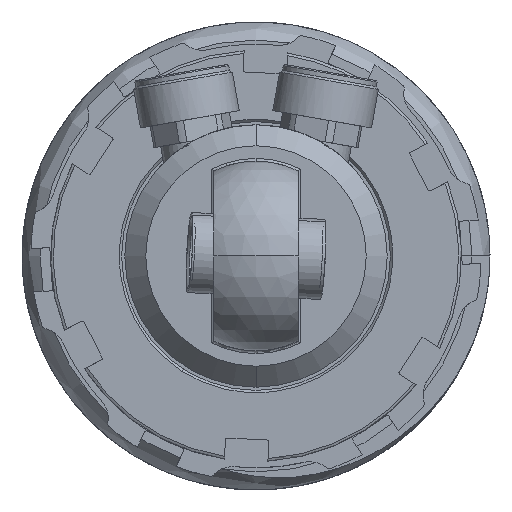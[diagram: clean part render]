
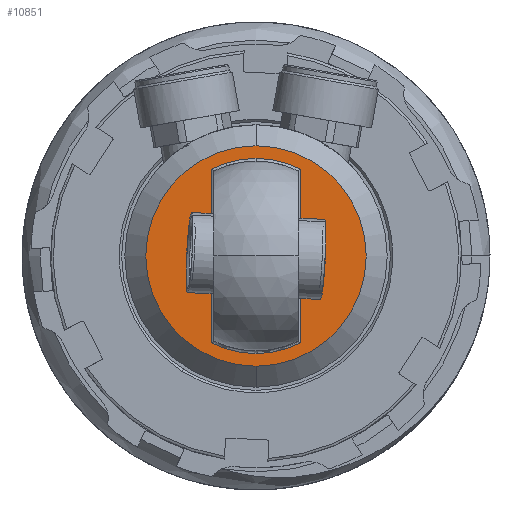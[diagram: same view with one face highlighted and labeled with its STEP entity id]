
A CAD part, front view. The second image highlights one B-rep face of the part: STEP entity #10851.
In plain terms, the highlighted planar face has unit normal (0, -1, 0).
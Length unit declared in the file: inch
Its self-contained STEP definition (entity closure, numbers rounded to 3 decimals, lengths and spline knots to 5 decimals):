
#205 = VERTEX_POINT ( 'NONE', #6224 ) ;
#829 = DIRECTION ( 'NONE',  ( 0., 0., 1. ) ) ;
#912 = VECTOR ( 'NONE', #8047, 39.37008 ) ;
#987 = CARTESIAN_POINT ( 'NONE',  ( 0., -10.09, 0. ) ) ;
#1136 = FACE_OUTER_BOUND ( 'NONE', #16669, .T. ) ;
#1446 = EDGE_CURVE ( 'NONE', #205, #17519, #16173, .T. ) ;
#2540 = CIRCLE ( 'NONE', #18085, 0.73 ) ;
#2707 = CARTESIAN_POINT ( 'NONE',  ( 0., -10.09, 0. ) ) ;
#3247 = ORIENTED_EDGE ( 'NONE', *, *, #18357, .T. ) ;
#3608 = ORIENTED_EDGE ( 'NONE', *, *, #1446, .T. ) ;
#3647 = EDGE_CURVE ( 'NONE', #18840, #11332, #17217, .T. ) ;
#4161 = CIRCLE ( 'NONE', #10701, 0.73 ) ;
#4212 = ORIENTED_EDGE ( 'NONE', *, *, #20556, .T. ) ;
#4330 = VERTEX_POINT ( 'NONE', #6775 ) ;
#5029 = CARTESIAN_POINT ( 'NONE',  ( 0., -10.09, 0. ) ) ;
#5623 = CARTESIAN_POINT ( 'NONE',  ( -0.335, -10.09, 0. ) ) ;
#6224 = CARTESIAN_POINT ( 'NONE',  ( -0.335, -10.09, 0.64859 ) ) ;
#6323 = DIRECTION ( 'NONE',  ( 0., 1., 0. ) ) ;
#6432 = CARTESIAN_POINT ( 'NONE',  ( 0., -10.09, 0.824 ) ) ;
#6475 = DIRECTION ( 'NONE',  ( 0., 1., 0. ) ) ;
#6674 = VECTOR ( 'NONE', #16866, 39.37008 ) ;
#6775 = CARTESIAN_POINT ( 'NONE',  ( 0.335, -10.09, -0.64859 ) ) ;
#7211 = VERTEX_POINT ( 'NONE', #18757 ) ;
#7430 = AXIS2_PLACEMENT_3D ( 'NONE', #8441, #21429, #17480 ) ;
#7606 = DIRECTION ( 'NONE',  ( 0., 1., 0. ) ) ;
#8047 = DIRECTION ( 'NONE',  ( 0., 0., -1. ) ) ;
#8441 = CARTESIAN_POINT ( 'NONE',  ( 0.824, -10.09, 0. ) ) ;
#8532 = DIRECTION ( 'NONE',  ( 0., 0., 1. ) ) ;
#9224 = EDGE_CURVE ( 'NONE', #7211, #4330, #21910, .T. ) ;
#10517 = DIRECTION ( 'NONE',  ( 0., 0., 1. ) ) ;
#10701 = AXIS2_PLACEMENT_3D ( 'NONE', #5029, #21774, #8532 ) ;
#10851 = ADVANCED_FACE ( 'NONE', ( #21241, #1136 ), #11953, .F. ) ;
#11220 = DIRECTION ( 'NONE',  ( 0., 0., 1. ) ) ;
#11332 = VERTEX_POINT ( 'NONE', #13395 ) ;
#11652 = CARTESIAN_POINT ( 'NONE',  ( 0.335, -10.09, -0.65854 ) ) ;
#11953 = PLANE ( 'NONE',  #7430 ) ;
#12320 = EDGE_LOOP ( 'NONE', ( #4212, #3608, #19351, #18009, #3247 ) ) ;
#13051 = CARTESIAN_POINT ( 'NONE',  ( -0.335, -10.09, -0.64859 ) ) ;
#13390 = LINE ( 'NONE', #5623, #6674 ) ;
#13395 = CARTESIAN_POINT ( 'NONE',  ( 0., -10.09, -0.824 ) ) ;
#13814 = CARTESIAN_POINT ( 'NONE',  ( 0., -10.09, 0. ) ) ;
#14063 = AXIS2_PLACEMENT_3D ( 'NONE', #987, #19738, #10517 ) ;
#14483 = AXIS2_PLACEMENT_3D ( 'NONE', #13814, #6475, #15680 ) ;
#14637 = EDGE_CURVE ( 'NONE', #17519, #7211, #2540, .T. ) ;
#15130 = CIRCLE ( 'NONE', #17294, 0.824 ) ;
#15680 = DIRECTION ( 'NONE',  ( 0., 0., 1. ) ) ;
#16125 = ORIENTED_EDGE ( 'NONE', *, *, #3647, .F. ) ;
#16173 = CIRCLE ( 'NONE', #14063, 0.73 ) ;
#16669 = EDGE_LOOP ( 'NONE', ( #16125, #23239 ) ) ;
#16866 = DIRECTION ( 'NONE',  ( 0., 0., 1. ) ) ;
#17217 = CIRCLE ( 'NONE', #14483, 0.824 ) ;
#17294 = AXIS2_PLACEMENT_3D ( 'NONE', #2707, #6323, #829 ) ;
#17480 = DIRECTION ( 'NONE',  ( 0., 0., 1. ) ) ;
#17519 = VERTEX_POINT ( 'NONE', #19124 ) ;
#18009 = ORIENTED_EDGE ( 'NONE', *, *, #9224, .T. ) ;
#18085 = AXIS2_PLACEMENT_3D ( 'NONE', #18755, #7606, #11220 ) ;
#18357 = EDGE_CURVE ( 'NONE', #4330, #18400, #4161, .T. ) ;
#18400 = VERTEX_POINT ( 'NONE', #13051 ) ;
#18755 = CARTESIAN_POINT ( 'NONE',  ( 0., -10.09, 0. ) ) ;
#18757 = CARTESIAN_POINT ( 'NONE',  ( 0.335, -10.09, 0.64859 ) ) ;
#18840 = VERTEX_POINT ( 'NONE', #6432 ) ;
#19124 = CARTESIAN_POINT ( 'NONE',  ( 0., -10.09, 0.73 ) ) ;
#19351 = ORIENTED_EDGE ( 'NONE', *, *, #14637, .T. ) ;
#19500 = EDGE_CURVE ( 'NONE', #11332, #18840, #15130, .T. ) ;
#19738 = DIRECTION ( 'NONE',  ( 0., 1., 0. ) ) ;
#20556 = EDGE_CURVE ( 'NONE', #18400, #205, #13390, .T. ) ;
#21241 = FACE_BOUND ( 'NONE', #12320, .T. ) ;
#21429 = DIRECTION ( 'NONE',  ( 0., 1., 0. ) ) ;
#21774 = DIRECTION ( 'NONE',  ( 0., 1., 0. ) ) ;
#21910 = LINE ( 'NONE', #11652, #912 ) ;
#23239 = ORIENTED_EDGE ( 'NONE', *, *, #19500, .F. ) ;
